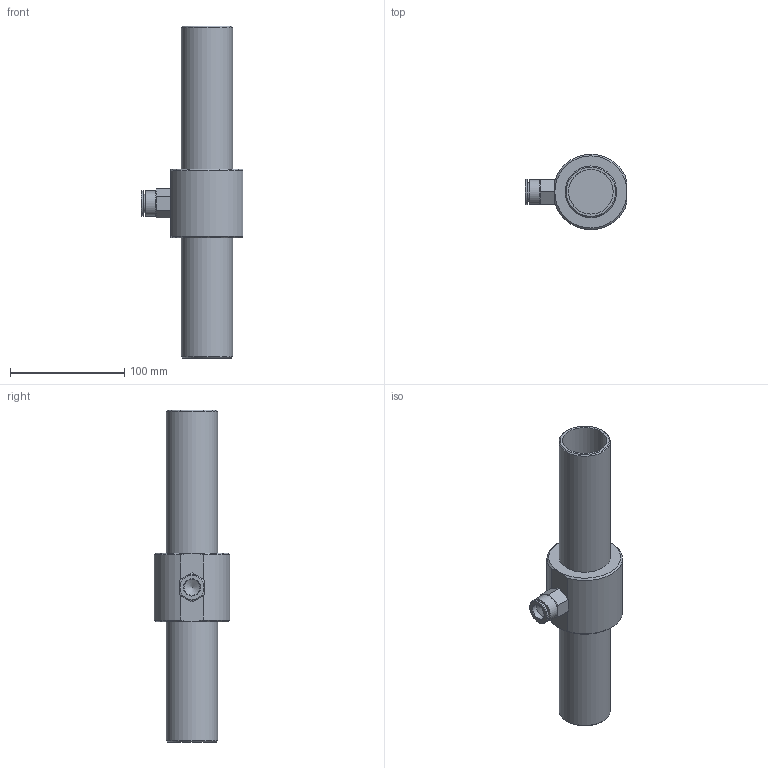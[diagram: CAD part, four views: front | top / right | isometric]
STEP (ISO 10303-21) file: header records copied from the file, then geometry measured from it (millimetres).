
FILE_DESCRIPTION(/* description */ (''),/* implementation_level */ '2;1');
FILE_NAME(/* name */ 'tvtt45es.stp',/* time_stamp */ '2024-07-10T14:55:05+02:00',/* author */ ('JosepM'),/* organization */ (''),/* preprocessor_version */ 'ST-DEVELOPER v17.2',/* originating_system */ 'Autodesk Inventor 2019',/* authorisation */ '');
FILE_SCHEMA (('AUTOMOTIVE_DESIGN { 1 0 10303 214 3 1 1 }'));
Length unit declared in the file: millimetre
Products named in the file (1): Pieza3
Bounding box: 89 x 65.76 x 290 mm (x, y, z)
Volume: 302159.3 mm3; surface area: 82064.9 mm2
Topology: 1 solids, 1 shells, 51 faces, 112 edges, 69 vertices
Faces by surface type: plane 20, cone 18, cylinder 12, torus 1
Full cylindrical faces by diameter (mm): 4.917 x2, 14 x1, 16 x1, 22 x2, 39 x2, 45 x2
Entity records: 1403 total; most frequent: CARTESIAN_POINT 270, DIRECTION 240, ORIENTED_EDGE 218, EDGE_CURVE 109, AXIS2_PLACEMENT_3D 99, VERTEX_POINT 69, EDGE_LOOP 60, FACE_OUTER_BOUND 51
